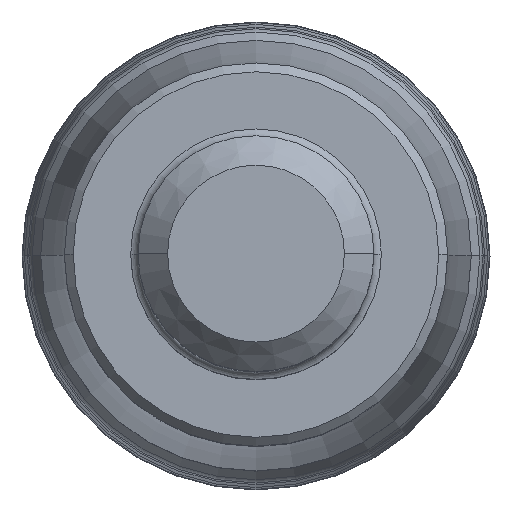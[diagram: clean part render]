
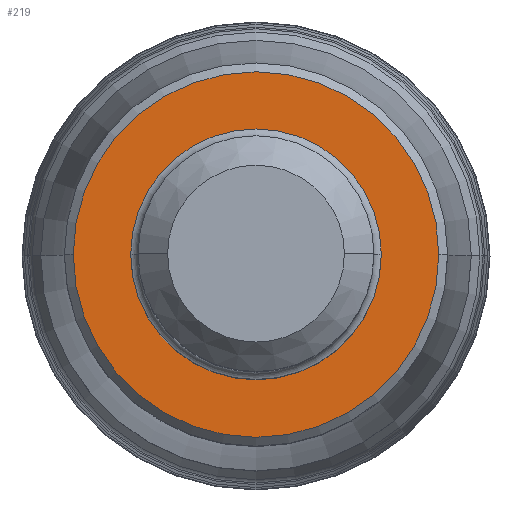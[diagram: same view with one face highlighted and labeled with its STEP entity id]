
A CAD part, top view. The second image highlights one B-rep face of the part: STEP entity #219.
In plain terms, the highlighted planar face has unit normal (0, 0, 1).
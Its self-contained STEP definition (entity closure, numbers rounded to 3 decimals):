
#56=PLANE('',#1958);
#63=FACE_BOUND('',#456,.T.);
#64=FACE_BOUND('',#457,.T.);
#219=ADVANCED_FACE('',(#63,#64),#56,.T.);
#456=EDGE_LOOP('',(#831,#832,#833,#834));
#457=EDGE_LOOP('',(#835,#836));
#831=ORIENTED_EDGE('',*,*,#1227,.T.);
#832=ORIENTED_EDGE('',*,*,#1226,.F.);
#833=ORIENTED_EDGE('',*,*,#1228,.T.);
#834=ORIENTED_EDGE('',*,*,#1229,.F.);
#835=ORIENTED_EDGE('',*,*,#1230,.F.);
#836=ORIENTED_EDGE('',*,*,#1231,.F.);
#1023=VERTEX_POINT('',#3630);
#1024=VERTEX_POINT('',#3632);
#1025=VERTEX_POINT('',#3634);
#1026=VERTEX_POINT('',#3638);
#1027=VERTEX_POINT('',#3641);
#1028=VERTEX_POINT('',#3642);
#1226=EDGE_CURVE('',#1024,#1025,#1470,.T.);
#1227=EDGE_CURVE('',#1023,#1025,#1471,.T.);
#1228=EDGE_CURVE('',#1024,#1026,#1472,.T.);
#1229=EDGE_CURVE('',#1023,#1026,#1473,.T.);
#1230=EDGE_CURVE('',#1027,#1028,#1474,.T.);
#1231=EDGE_CURVE('',#1028,#1027,#1475,.T.);
#1470=CIRCLE('',#1951,6.2);
#1471=CIRCLE('',#1952,6.2);
#1472=CIRCLE('',#1954,6.2);
#1473=CIRCLE('',#1955,6.2);
#1474=CIRCLE('',#1956,4.25);
#1475=CIRCLE('',#1957,4.25);
#1951=AXIS2_PLACEMENT_3D('',#3633,#2443,#2444);
#1952=AXIS2_PLACEMENT_3D('',#3635,#2445,#2446);
#1954=AXIS2_PLACEMENT_3D('',#3637,#2449,#2450);
#1955=AXIS2_PLACEMENT_3D('',#3639,#2451,#2452);
#1956=AXIS2_PLACEMENT_3D('',#3640,#2453,#2454);
#1957=AXIS2_PLACEMENT_3D('',#3643,#2455,#2456);
#1958=AXIS2_PLACEMENT_3D('',#3644,#2457,#2458);
#2443=DIRECTION('',(0.,0.,-1.));
#2444=DIRECTION('',(-1.,0.001,0.));
#2445=DIRECTION('',(0.,0.,1.));
#2446=DIRECTION('',(-1.,0.001,0.));
#2449=DIRECTION('',(0.,0.,1.));
#2450=DIRECTION('',(1.,-0.001,0.));
#2451=DIRECTION('',(0.,0.,-1.));
#2452=DIRECTION('',(1.,-0.001,0.));
#2453=DIRECTION('',(0.,0.,1.));
#2454=DIRECTION('',(1.,0.,0.));
#2455=DIRECTION('',(0.,0.,1.));
#2456=DIRECTION('',(-1.,0.,0.));
#2457=DIRECTION('',(0.,0.,1.));
#2458=DIRECTION('',(-1.,0.,0.));
#3630=CARTESIAN_POINT('',(6.2,0.,0.));
#3632=CARTESIAN_POINT('',(-6.2,0.,0.));
#3633=CARTESIAN_POINT('',(0.,0.,0.));
#3634=CARTESIAN_POINT('',(-6.2,0.008,0.));
#3635=CARTESIAN_POINT('',(0.,0.,0.));
#3637=CARTESIAN_POINT('',(0.,0.,0.));
#3638=CARTESIAN_POINT('',(6.2,-0.008,0.));
#3639=CARTESIAN_POINT('',(0.,0.,0.));
#3640=CARTESIAN_POINT('',(0.,0.,0.));
#3641=CARTESIAN_POINT('',(4.25,0.,0.));
#3642=CARTESIAN_POINT('',(-4.25,0.,0.));
#3643=CARTESIAN_POINT('',(0.,0.,0.));
#3644=CARTESIAN_POINT('',(0.,0.,0.));
